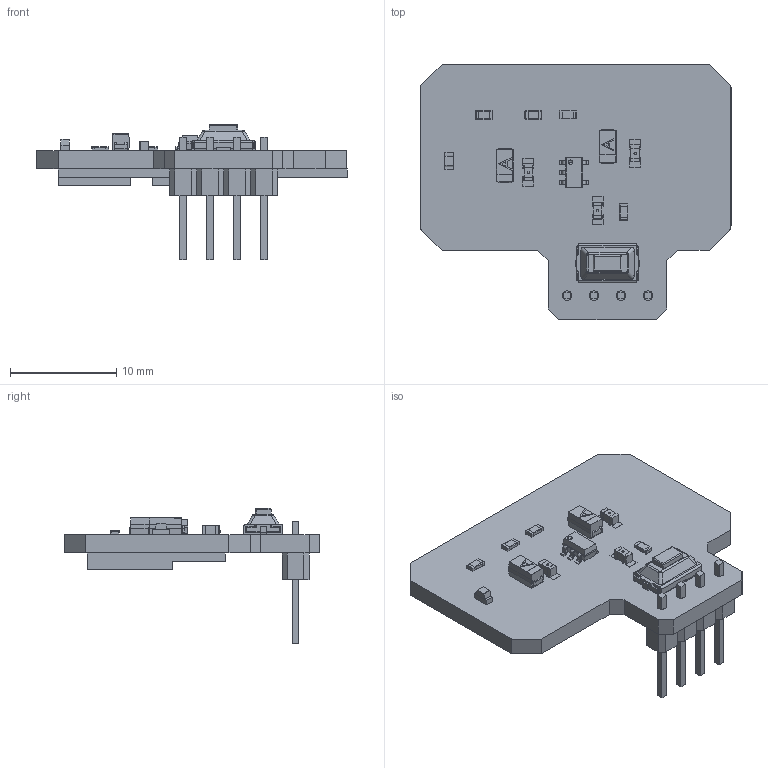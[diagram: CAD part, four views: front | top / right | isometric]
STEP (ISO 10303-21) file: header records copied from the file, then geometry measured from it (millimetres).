
FILE_DESCRIPTION(('Open CASCADE Model'),'2;1');
FILE_NAME('Open CASCADE Shape Model','2015-11-19T21:34:24',('Author'),( 'Open CASCADE'),'Open CASCADE STEP processor 6.2','Open CASCADE 6.2' ,'Unknown');
FILE_SCHEMA(('AUTOMOTIVE_DESIGN { 1 0 10303 214 1 1 1 1 }'));
Length unit declared in the file: millimetre
Products named in the file (30): PCB; Board; R4; 398965232; C3; 398966688; C4; 398964896; User_Library-cap0603_pad_0603___; User_Library-cap0603_cap0603_body___; C5; 675839776; C6; C7; D1; User_Library-led0603_RED; R1; 675839104; R2; 662495792; R3; U2; SOT23-5-2; U1; HC-06; Free-Models; 齬渀-4P; 偌瑩
Assembly tree (32 placements, depth 4):
  PCB
    Board
    R4
      398965232
    C3
      398966688
    C4
      398964896
        User_Library-cap0603_pad_0603___
        User_Library-cap0603_cap0603_body___
    C5
      675839776
        User_Library-cap0603_pad_0603___
        User_Library-cap0603_cap0603_body___
    C6
      398964896
        User_Library-cap0603_pad_0603___
        User_Library-cap0603_cap0603_body___
    C7
      398966688
    D1
      User_Library-led0603_RED
    R1
      675839104
    R2
      662495792
    R3
      662495792
    U2
      SOT23-5-2
    U1
      HC-06
    Free-Models
      齬渀-4P
      偌瑩
Bounding box: 29.23 x 24.05 x 12.74 mm (x, y, z)
Volume: 1495.4 mm3; surface area: 2628 mm2
Topology: 36 solids, 36 shells, 837 faces, 2012 edges, 1204 vertices
Faces by surface type: plane 536, cylinder 205, sphere 61, bspline 35
Full cylindrical faces by diameter (mm): 0.9 x4
Entity records: 47580 total; most frequent: CARTESIAN_POINT 14323, DIRECTION 5299, LINE 3359, VECTOR 3359, ORIENTED_EDGE 3134, PCURVE 3134, DEFINITIONAL_REPRESENTATION 3134, EDGE_CURVE 1567
